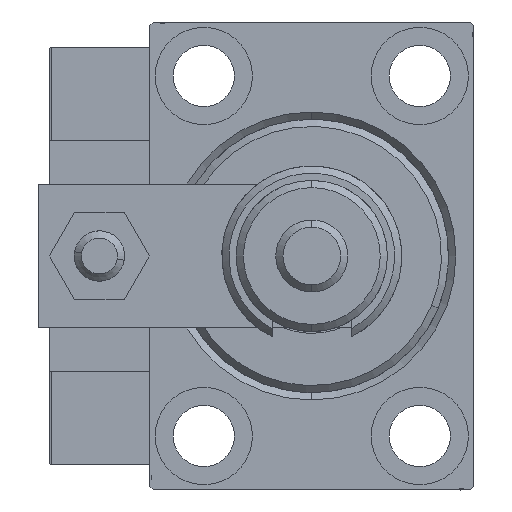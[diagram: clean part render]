
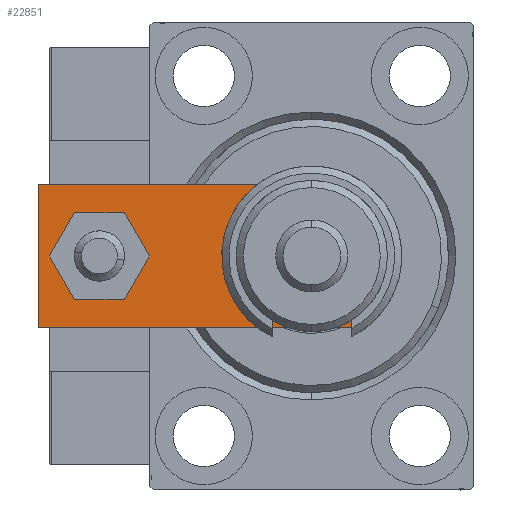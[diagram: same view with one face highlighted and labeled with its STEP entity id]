
A CAD part, left-side view. The second image highlights one B-rep face of the part: STEP entity #22851.
In plain terms, the highlighted face is planar.
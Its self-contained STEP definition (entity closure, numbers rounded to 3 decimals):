
#111 = EDGE_CURVE ( 'NONE', #4183, #47225, #3905, .T. ) ;
#1427 = VERTEX_POINT ( 'NONE', #4826 ) ;
#3414 = EDGE_LOOP ( 'NONE', ( #13750, #36268, #7190, #48015, #52092, #19990 ) ) ;
#3905 = LINE ( 'NONE', #8190, #24676 ) ;
#3920 = DIRECTION ( 'NONE',  ( 0.707, -0.707, 0. ) ) ;
#4183 = VERTEX_POINT ( 'NONE', #25811 ) ;
#4826 = CARTESIAN_POINT ( 'NONE',  ( -10., 4.24, 6. ) ) ;
#4921 = CARTESIAN_POINT ( 'NONE',  ( -7.25, 10., 6. ) ) ;
#5621 = CARTESIAN_POINT ( 'NONE',  ( -10., 48., 6. ) ) ;
#5887 = CARTESIAN_POINT ( 'NONE',  ( 5.76, 0., 6. ) ) ;
#6318 = FACE_BOUND ( 'NONE', #38606, .T. ) ;
#6448 = CARTESIAN_POINT ( 'NONE',  ( 10., 48., 6. ) ) ;
#7190 = ORIENTED_EDGE ( 'NONE', *, *, #111, .T. ) ;
#7579 = DIRECTION ( 'NONE',  ( 1., 0., 0. ) ) ;
#7738 = CARTESIAN_POINT ( 'NONE',  ( 7.25, 10., 6. ) ) ;
#7980 = VERTEX_POINT ( 'NONE', #5621 ) ;
#8116 = CARTESIAN_POINT ( 'NONE',  ( 0., 39.5, 6. ) ) ;
#8190 = CARTESIAN_POINT ( 'NONE',  ( -10., 0., 6. ) ) ;
#9046 = ORIENTED_EDGE ( 'NONE', *, *, #44185, .F. ) ;
#9533 = DIRECTION ( 'NONE',  ( 0., 1., 0. ) ) ;
#9745 = CARTESIAN_POINT ( 'NONE',  ( -4., 39.5, 6. ) ) ;
#10333 = FACE_BOUND ( 'NONE', #35314, .T. ) ;
#12565 = AXIS2_PLACEMENT_3D ( 'NONE', #46511, #52309, #26151 ) ;
#12793 = EDGE_CURVE ( 'NONE', #42238, #7980, #52872, .T. ) ;
#12887 = EDGE_CURVE ( 'NONE', #47225, #16199, #41351, .T. ) ;
#13267 = LINE ( 'NONE', #24292, #38186 ) ;
#13518 = VERTEX_POINT ( 'NONE', #7738 ) ;
#13750 = ORIENTED_EDGE ( 'NONE', *, *, #33372, .T. ) ;
#14719 = VERTEX_POINT ( 'NONE', #4921 ) ;
#14996 = EDGE_CURVE ( 'NONE', #23796, #17697, #48161, .T. ) ;
#15662 = AXIS2_PLACEMENT_3D ( 'NONE', #19376, #27675, #51508 ) ;
#15774 = VECTOR ( 'NONE', #9533, 1000. ) ;
#15899 = CARTESIAN_POINT ( 'NONE',  ( -10., 48., 6. ) ) ;
#15939 = CARTESIAN_POINT ( 'NONE',  ( 0., 10., 6. ) ) ;
#16199 = VERTEX_POINT ( 'NONE', #51455 ) ;
#16464 = DIRECTION ( 'NONE',  ( 0., 0., 1. ) ) ;
#17697 = VERTEX_POINT ( 'NONE', #9745 ) ;
#19376 = CARTESIAN_POINT ( 'NONE',  ( 0., 39.5, 6. ) ) ;
#19990 = ORIENTED_EDGE ( 'NONE', *, *, #12793, .T. ) ;
#20141 = AXIS2_PLACEMENT_3D ( 'NONE', #8116, #40548, #7579 ) ;
#20741 = DIRECTION ( 'NONE',  ( -1., 0., 0. ) ) ;
#22122 = EDGE_CURVE ( 'NONE', #1427, #4183, #13267, .T. ) ;
#22851 = ADVANCED_FACE ( 'NONE', ( #6318, #46780, #10333 ), #51300, .T. ) ;
#23796 = VERTEX_POINT ( 'NONE', #32096 ) ;
#24292 = CARTESIAN_POINT ( 'NONE',  ( -2.88, -2.88, 6. ) ) ;
#24676 = VECTOR ( 'NONE', #45412, 1000. ) ;
#25397 = AXIS2_PLACEMENT_3D ( 'NONE', #31365, #51174, #38882 ) ;
#25811 = CARTESIAN_POINT ( 'NONE',  ( -5.76, 0., 6. ) ) ;
#26151 = DIRECTION ( 'NONE',  ( 1., 0., 0. ) ) ;
#27675 = DIRECTION ( 'NONE',  ( 0., 0., 1. ) ) ;
#28247 = CARTESIAN_POINT ( 'NONE',  ( 2.88, -2.88, 6. ) ) ;
#28251 = VECTOR ( 'NONE', #32237, 1000. ) ;
#31365 = CARTESIAN_POINT ( 'NONE',  ( 0., 10., 6. ) ) ;
#32096 = CARTESIAN_POINT ( 'NONE',  ( 4., 39.5, 6. ) ) ;
#32237 = DIRECTION ( 'NONE',  ( 0., -1., 0. ) ) ;
#32809 = DIRECTION ( 'NONE',  ( 1., 0., 0. ) ) ;
#33372 = EDGE_CURVE ( 'NONE', #7980, #1427, #39771, .T. ) ;
#33957 = ORIENTED_EDGE ( 'NONE', *, *, #14996, .F. ) ;
#35314 = EDGE_LOOP ( 'NONE', ( #50262, #51635 ) ) ;
#35478 = CIRCLE ( 'NONE', #48315, 7.25 ) ;
#36268 = ORIENTED_EDGE ( 'NONE', *, *, #22122, .T. ) ;
#38186 = VECTOR ( 'NONE', #3920, 1000. ) ;
#38197 = LINE ( 'NONE', #45443, #15774 ) ;
#38606 = EDGE_LOOP ( 'NONE', ( #9046, #33957 ) ) ;
#38882 = DIRECTION ( 'NONE',  ( 1., 0., 0. ) ) ;
#39771 = LINE ( 'NONE', #15899, #28251 ) ;
#40548 = DIRECTION ( 'NONE',  ( 0., 0., 1. ) ) ;
#41351 = LINE ( 'NONE', #28247, #49098 ) ;
#41867 = EDGE_CURVE ( 'NONE', #16199, #42238, #38197, .T. ) ;
#42238 = VERTEX_POINT ( 'NONE', #6448 ) ;
#43208 = EDGE_CURVE ( 'NONE', #14719, #13518, #35478, .T. ) ;
#43226 = CIRCLE ( 'NONE', #20141, 4. ) ;
#44185 = EDGE_CURVE ( 'NONE', #17697, #23796, #43226, .T. ) ;
#44320 = CARTESIAN_POINT ( 'NONE',  ( 10., 48., 6. ) ) ;
#44588 = DIRECTION ( 'NONE',  ( 0.707, 0.707, 0. ) ) ;
#45412 = DIRECTION ( 'NONE',  ( 1., 0., 0. ) ) ;
#45443 = CARTESIAN_POINT ( 'NONE',  ( 10., 0., 6. ) ) ;
#45645 = VECTOR ( 'NONE', #20741, 1000. ) ;
#46511 = CARTESIAN_POINT ( 'NONE',  ( 0., 0., 6. ) ) ;
#46780 = FACE_OUTER_BOUND ( 'NONE', #3414, .T. ) ;
#47225 = VERTEX_POINT ( 'NONE', #5887 ) ;
#48015 = ORIENTED_EDGE ( 'NONE', *, *, #12887, .T. ) ;
#48161 = CIRCLE ( 'NONE', #15662, 4. ) ;
#48315 = AXIS2_PLACEMENT_3D ( 'NONE', #15939, #16464, #32809 ) ;
#48492 = CIRCLE ( 'NONE', #25397, 7.25 ) ;
#49098 = VECTOR ( 'NONE', #44588, 1000. ) ;
#50262 = ORIENTED_EDGE ( 'NONE', *, *, #43208, .F. ) ;
#51174 = DIRECTION ( 'NONE',  ( 0., 0., 1. ) ) ;
#51223 = EDGE_CURVE ( 'NONE', #13518, #14719, #48492, .T. ) ;
#51300 = PLANE ( 'NONE',  #12565 ) ;
#51455 = CARTESIAN_POINT ( 'NONE',  ( 10., 4.24, 6. ) ) ;
#51508 = DIRECTION ( 'NONE',  ( 1., 0., 0. ) ) ;
#51635 = ORIENTED_EDGE ( 'NONE', *, *, #51223, .F. ) ;
#52092 = ORIENTED_EDGE ( 'NONE', *, *, #41867, .T. ) ;
#52309 = DIRECTION ( 'NONE',  ( 0., 0., 1. ) ) ;
#52872 = LINE ( 'NONE', #44320, #45645 ) ;
